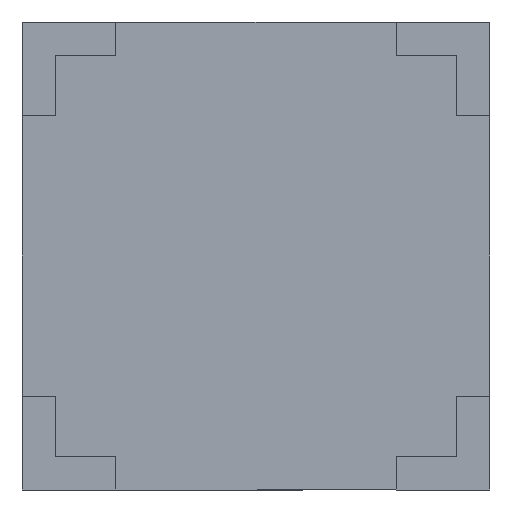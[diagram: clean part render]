
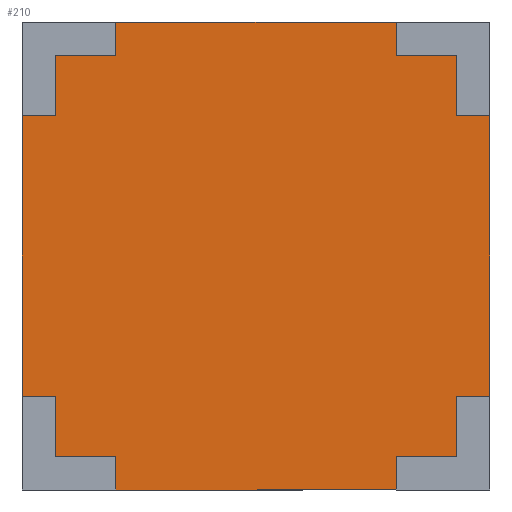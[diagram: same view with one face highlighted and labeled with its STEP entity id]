
A CAD part, front view. The second image highlights one B-rep face of the part: STEP entity #210.
In plain terms, the highlighted planar face has unit normal (0, -1, 0).
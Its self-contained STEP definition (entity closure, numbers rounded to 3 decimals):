
#2 = DIRECTION ( 'NONE',  ( 0., 0., 1. ) ) ;
#3 = CARTESIAN_POINT ( 'NONE',  ( -175., -107.094, -141.789 ) ) ;
#8 = ORIENTED_EDGE ( 'NONE', *, *, #889, .F. ) ;
#14 = DIRECTION ( 'NONE',  ( -1., 0., 0. ) ) ;
#18 = VERTEX_POINT ( 'NONE', #50 ) ;
#25 = CARTESIAN_POINT ( 'NONE',  ( -105., -107.094, -96.789 ) ) ;
#26 = LINE ( 'NONE', #533, #861 ) ;
#30 = VERTEX_POINT ( 'NONE', #826 ) ;
#31 = CARTESIAN_POINT ( 'NONE',  ( 105., -107.094, -96.789 ) ) ;
#32 = CARTESIAN_POINT ( 'NONE',  ( -175., -107.094, -351.789 ) ) ;
#36 = ORIENTED_EDGE ( 'NONE', *, *, #412, .F. ) ;
#50 = CARTESIAN_POINT ( 'NONE',  ( -105., -107.094, -421.789 ) ) ;
#63 = CARTESIAN_POINT ( 'NONE',  ( -105., -107.094, -71.789 ) ) ;
#65 = VECTOR ( 'NONE', #660, 1000. ) ;
#75 = VECTOR ( 'NONE', #722, 1000. ) ;
#77 = PLANE ( 'NONE',  #166 ) ;
#80 = VERTEX_POINT ( 'NONE', #356 ) ;
#81 = VERTEX_POINT ( 'NONE', #291 ) ;
#85 = DIRECTION ( 'NONE',  ( 0., 0., -1. ) ) ;
#87 = LINE ( 'NONE', #270, #443 ) ;
#89 = LINE ( 'NONE', #239, #374 ) ;
#90 = LINE ( 'NONE', #3, #498 ) ;
#91 = CARTESIAN_POINT ( 'NONE',  ( 150., -107.094, -351.789 ) ) ;
#93 = ORIENTED_EDGE ( 'NONE', *, *, #642, .F. ) ;
#98 = DIRECTION ( 'NONE',  ( -1., 0., 0. ) ) ;
#110 = LINE ( 'NONE', #775, #537 ) ;
#114 = ORIENTED_EDGE ( 'NONE', *, *, #163, .F. ) ;
#132 = DIRECTION ( 'NONE',  ( -1., 0., 0. ) ) ;
#136 = LINE ( 'NONE', #195, #737 ) ;
#144 = EDGE_CURVE ( 'NONE', #81, #785, #455, .T. ) ;
#153 = DIRECTION ( 'NONE',  ( 0., 1., 0. ) ) ;
#159 = VERTEX_POINT ( 'NONE', #63 ) ;
#163 = EDGE_CURVE ( 'NONE', #376, #573, #590, .T. ) ;
#166 = AXIS2_PLACEMENT_3D ( 'NONE', #644, #153, #230 ) ;
#169 = DIRECTION ( 'NONE',  ( -1., 0., 0. ) ) ;
#180 = ORIENTED_EDGE ( 'NONE', *, *, #253, .F. ) ;
#182 = ORIENTED_EDGE ( 'NONE', *, *, #514, .F. ) ;
#183 = EDGE_CURVE ( 'NONE', #821, #440, #655, .T. ) ;
#187 = EDGE_CURVE ( 'NONE', #30, #376, #90, .T. ) ;
#188 = FACE_OUTER_BOUND ( 'NONE', #459, .T. ) ;
#192 = ORIENTED_EDGE ( 'NONE', *, *, #231, .F. ) ;
#195 = CARTESIAN_POINT ( 'NONE',  ( -150., -107.094, -96.789 ) ) ;
#197 = LINE ( 'NONE', #389, #620 ) ;
#210 = ADVANCED_FACE ( 'NONE', ( #188 ), #77, .F. ) ;
#230 = DIRECTION ( 'NONE',  ( 0., 0., 1. ) ) ;
#231 = EDGE_CURVE ( 'NONE', #406, #159, #414, .T. ) ;
#234 = VECTOR ( 'NONE', #569, 1000. ) ;
#239 = CARTESIAN_POINT ( 'NONE',  ( -150., -107.094, -351.789 ) ) ;
#244 = CARTESIAN_POINT ( 'NONE',  ( -105., -107.094, -396.789 ) ) ;
#248 = EDGE_CURVE ( 'NONE', #387, #625, #666, .T. ) ;
#252 = CARTESIAN_POINT ( 'NONE',  ( 150., -107.094, -141.789 ) ) ;
#253 = EDGE_CURVE ( 'NONE', #785, #449, #489, .T. ) ;
#260 = ORIENTED_EDGE ( 'NONE', *, *, #682, .F. ) ;
#262 = EDGE_CURVE ( 'NONE', #80, #351, #383, .T. ) ;
#270 = CARTESIAN_POINT ( 'NONE',  ( 175., -107.094, -141.789 ) ) ;
#271 = ORIENTED_EDGE ( 'NONE', *, *, #716, .F. ) ;
#280 = VECTOR ( 'NONE', #14, 1000. ) ;
#286 = CARTESIAN_POINT ( 'NONE',  ( 150., -107.094, -141.789 ) ) ;
#288 = EDGE_CURVE ( 'NONE', #440, #564, #805, .T. ) ;
#291 = CARTESIAN_POINT ( 'NONE',  ( 105., -107.094, -71.789 ) ) ;
#295 = CARTESIAN_POINT ( 'NONE',  ( -105., -107.094, -96.789 ) ) ;
#302 = VECTOR ( 'NONE', #2, 1000. ) ;
#304 = ORIENTED_EDGE ( 'NONE', *, *, #318, .F. ) ;
#312 = DIRECTION ( 'NONE',  ( 0., 0., 1. ) ) ;
#316 = CARTESIAN_POINT ( 'NONE',  ( 150., -107.094, -351.789 ) ) ;
#318 = EDGE_CURVE ( 'NONE', #688, #821, #110, .T. ) ;
#345 = EDGE_CURVE ( 'NONE', #625, #774, #89, .T. ) ;
#347 = CARTESIAN_POINT ( 'NONE',  ( -105., -107.094, -396.789 ) ) ;
#351 = VERTEX_POINT ( 'NONE', #522 ) ;
#356 = CARTESIAN_POINT ( 'NONE',  ( 105., -107.094, -396.789 ) ) ;
#358 = CARTESIAN_POINT ( 'NONE',  ( -150., -107.094, -351.789 ) ) ;
#374 = VECTOR ( 'NONE', #312, 1000. ) ;
#376 = VERTEX_POINT ( 'NONE', #587 ) ;
#377 = ORIENTED_EDGE ( 'NONE', *, *, #144, .F. ) ;
#378 = DIRECTION ( 'NONE',  ( 0., 0., 1. ) ) ;
#380 = CARTESIAN_POINT ( 'NONE',  ( -150., -107.094, -396.789 ) ) ;
#383 = LINE ( 'NONE', #709, #883 ) ;
#387 = VERTEX_POINT ( 'NONE', #244 ) ;
#389 = CARTESIAN_POINT ( 'NONE',  ( -175., -107.094, -351.789 ) ) ;
#392 = LINE ( 'NONE', #723, #708 ) ;
#406 = VERTEX_POINT ( 'NONE', #25 ) ;
#412 = EDGE_CURVE ( 'NONE', #564, #80, #392, .T. ) ;
#414 = LINE ( 'NONE', #295, #445 ) ;
#415 = VERTEX_POINT ( 'NONE', #32 ) ;
#421 = EDGE_CURVE ( 'NONE', #774, #415, #197, .T. ) ;
#422 = LINE ( 'NONE', #866, #65 ) ;
#425 = ORIENTED_EDGE ( 'NONE', *, *, #183, .F. ) ;
#430 = DIRECTION ( 'NONE',  ( 0., 0., -1. ) ) ;
#434 = LINE ( 'NONE', #347, #567 ) ;
#437 = DIRECTION ( 'NONE',  ( 0., 0., -1. ) ) ;
#440 = VERTEX_POINT ( 'NONE', #316 ) ;
#443 = VECTOR ( 'NONE', #683, 1000. ) ;
#445 = VECTOR ( 'NONE', #378, 1000. ) ;
#449 = VERTEX_POINT ( 'NONE', #867 ) ;
#455 = LINE ( 'NONE', #694, #672 ) ;
#459 = EDGE_LOOP ( 'NONE', ( #529, #8, #593, #36, #511, #425, #304, #271, #800, #180, #377, #182, #192, #260, #114, #530, #93, #822, #500, #687 ) ) ;
#463 = CARTESIAN_POINT ( 'NONE',  ( 150., -107.094, -396.789 ) ) ;
#484 = DIRECTION ( 'NONE',  ( 0., 0., 1. ) ) ;
#489 = LINE ( 'NONE', #771, #234 ) ;
#491 = DIRECTION ( 'NONE',  ( 1., 0., 0. ) ) ;
#498 = VECTOR ( 'NONE', #491, 1000. ) ;
#500 = ORIENTED_EDGE ( 'NONE', *, *, #345, .F. ) ;
#511 = ORIENTED_EDGE ( 'NONE', *, *, #288, .F. ) ;
#514 = EDGE_CURVE ( 'NONE', #159, #81, #422, .T. ) ;
#522 = CARTESIAN_POINT ( 'NONE',  ( 105., -107.094, -421.789 ) ) ;
#529 = ORIENTED_EDGE ( 'NONE', *, *, #881, .F. ) ;
#530 = ORIENTED_EDGE ( 'NONE', *, *, #187, .F. ) ;
#533 = CARTESIAN_POINT ( 'NONE',  ( -175., -107.094, -71.789 ) ) ;
#537 = VECTOR ( 'NONE', #85, 1000. ) ;
#539 = CARTESIAN_POINT ( 'NONE',  ( -150., -107.094, -396.789 ) ) ;
#559 = VECTOR ( 'NONE', #706, 1000. ) ;
#564 = VERTEX_POINT ( 'NONE', #463 ) ;
#567 = VECTOR ( 'NONE', #484, 1000. ) ;
#569 = DIRECTION ( 'NONE',  ( 1., 0., 0. ) ) ;
#573 = VERTEX_POINT ( 'NONE', #811 ) ;
#587 = CARTESIAN_POINT ( 'NONE',  ( -150., -107.094, -141.789 ) ) ;
#590 = LINE ( 'NONE', #829, #302 ) ;
#593 = ORIENTED_EDGE ( 'NONE', *, *, #262, .F. ) ;
#601 = DIRECTION ( 'NONE',  ( 0., 0., 1. ) ) ;
#620 = VECTOR ( 'NONE', #169, 1000. ) ;
#625 = VERTEX_POINT ( 'NONE', #539 ) ;
#633 = LINE ( 'NONE', #877, #770 ) ;
#642 = EDGE_CURVE ( 'NONE', #415, #30, #26, .T. ) ;
#644 = CARTESIAN_POINT ( 'NONE',  ( 0., -107.094, 0. ) ) ;
#655 = LINE ( 'NONE', #780, #280 ) ;
#660 = DIRECTION ( 'NONE',  ( 1., 0., 0. ) ) ;
#666 = LINE ( 'NONE', #380, #759 ) ;
#672 = VECTOR ( 'NONE', #430, 1000. ) ;
#675 = CARTESIAN_POINT ( 'NONE',  ( 175., -107.094, -141.789 ) ) ;
#678 = DIRECTION ( 'NONE',  ( 1., 0., 0. ) ) ;
#682 = EDGE_CURVE ( 'NONE', #573, #406, #136, .T. ) ;
#683 = DIRECTION ( 'NONE',  ( 1., 0., 0. ) ) ;
#687 = ORIENTED_EDGE ( 'NONE', *, *, #248, .F. ) ;
#688 = VERTEX_POINT ( 'NONE', #675 ) ;
#694 = CARTESIAN_POINT ( 'NONE',  ( 105., -107.094, -96.789 ) ) ;
#706 = DIRECTION ( 'NONE',  ( 0., 0., -1. ) ) ;
#707 = DIRECTION ( 'NONE',  ( -1., 0., 0. ) ) ;
#708 = VECTOR ( 'NONE', #98, 1000. ) ;
#709 = CARTESIAN_POINT ( 'NONE',  ( 105., -107.094, -396.789 ) ) ;
#716 = EDGE_CURVE ( 'NONE', #878, #688, #87, .T. ) ;
#722 = DIRECTION ( 'NONE',  ( 0., 0., -1. ) ) ;
#723 = CARTESIAN_POINT ( 'NONE',  ( 150., -107.094, -396.789 ) ) ;
#737 = VECTOR ( 'NONE', #678, 1000. ) ;
#759 = VECTOR ( 'NONE', #707, 1000. ) ;
#770 = VECTOR ( 'NONE', #132, 1000. ) ;
#771 = CARTESIAN_POINT ( 'NONE',  ( 150., -107.094, -96.789 ) ) ;
#774 = VERTEX_POINT ( 'NONE', #358 ) ;
#775 = CARTESIAN_POINT ( 'NONE',  ( 175., -107.094, -71.789 ) ) ;
#779 = EDGE_CURVE ( 'NONE', #449, #878, #781, .T. ) ;
#780 = CARTESIAN_POINT ( 'NONE',  ( 175., -107.094, -351.789 ) ) ;
#781 = LINE ( 'NONE', #286, #75 ) ;
#785 = VERTEX_POINT ( 'NONE', #31 ) ;
#791 = CARTESIAN_POINT ( 'NONE',  ( 175., -107.094, -351.789 ) ) ;
#800 = ORIENTED_EDGE ( 'NONE', *, *, #779, .F. ) ;
#805 = LINE ( 'NONE', #91, #559 ) ;
#811 = CARTESIAN_POINT ( 'NONE',  ( -150., -107.094, -96.789 ) ) ;
#821 = VERTEX_POINT ( 'NONE', #791 ) ;
#822 = ORIENTED_EDGE ( 'NONE', *, *, #421, .F. ) ;
#826 = CARTESIAN_POINT ( 'NONE',  ( -175., -107.094, -141.789 ) ) ;
#829 = CARTESIAN_POINT ( 'NONE',  ( -150., -107.094, -141.789 ) ) ;
#861 = VECTOR ( 'NONE', #601, 1000. ) ;
#866 = CARTESIAN_POINT ( 'NONE',  ( 175., -107.094, -71.789 ) ) ;
#867 = CARTESIAN_POINT ( 'NONE',  ( 150., -107.094, -96.789 ) ) ;
#877 = CARTESIAN_POINT ( 'NONE',  ( 175., -107.094, -421.789 ) ) ;
#878 = VERTEX_POINT ( 'NONE', #252 ) ;
#881 = EDGE_CURVE ( 'NONE', #18, #387, #434, .T. ) ;
#883 = VECTOR ( 'NONE', #437, 1000. ) ;
#889 = EDGE_CURVE ( 'NONE', #351, #18, #633, .T. ) ;
